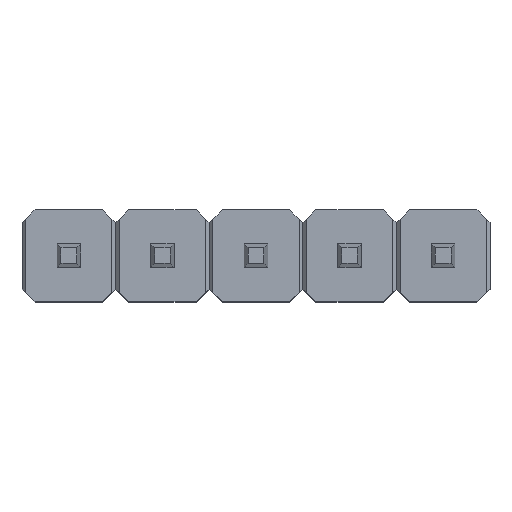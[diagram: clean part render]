
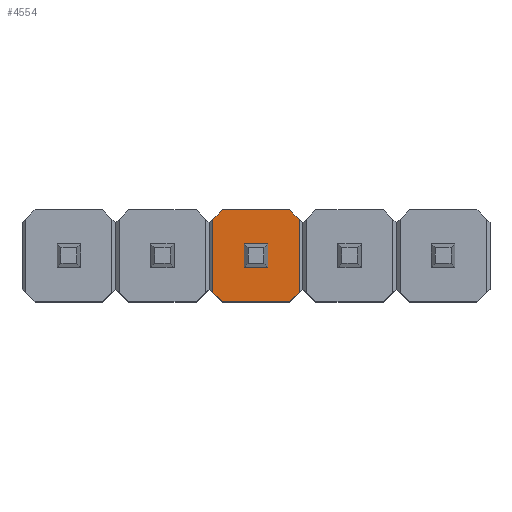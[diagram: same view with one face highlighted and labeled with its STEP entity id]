
A CAD part, top view. The second image highlights one B-rep face of the part: STEP entity #4554.
In plain terms, the highlighted planar face has unit normal (0, 0, 1).
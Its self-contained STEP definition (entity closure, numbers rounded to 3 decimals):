
#3758 = VECTOR ( 'NONE', #3818, 1000. ) ;
#3759 = CARTESIAN_POINT ( 'NONE',  ( -6.35, 0.896, 1.25 ) ) ;
#3764 = LINE ( 'NONE', #3759, #3758 ) ;
#3788 = CARTESIAN_POINT ( 'NONE',  ( -4.164, -1.25, 1.25 ) ) ;
#3789 = DIRECTION ( 'NONE',  ( 1., 0., 0. ) ) ;
#3790 = VECTOR ( 'NONE', #3789, 1000. ) ;
#3791 = CARTESIAN_POINT ( 'NONE',  ( -5.996, -1.25, 1.25 ) ) ;
#3792 = LINE ( 'NONE', #3791, #3790 ) ;
#3793 = CARTESIAN_POINT ( 'NONE',  ( -5.996, -1.25, 1.25 ) ) ;
#3794 = DIRECTION ( 'NONE',  ( 0.707, -0.707, 0. ) ) ;
#3795 = VECTOR ( 'NONE', #3794, 1000. ) ;
#3796 = CARTESIAN_POINT ( 'NONE',  ( -6.35, -0.896, 1.25 ) ) ;
#3797 = LINE ( 'NONE', #3796, #3795 ) ;
#3815 = CARTESIAN_POINT ( 'NONE',  ( -6.25, -0.996, 1.25 ) ) ;
#3816 = CARTESIAN_POINT ( 'NONE',  ( -6.25, 0.996, 1.25 ) ) ;
#3817 = CARTESIAN_POINT ( 'NONE',  ( -5.996, 1.25, 1.25 ) ) ;
#3818 = DIRECTION ( 'NONE',  ( -0.707, -0.707, 0. ) ) ;
#3840 = CARTESIAN_POINT ( 'NONE',  ( -4.164, 1.25, 1.25 ) ) ;
#3841 = DIRECTION ( 'NONE',  ( -0.707, 0.707, 0. ) ) ;
#3842 = VECTOR ( 'NONE', #3841, 1000. ) ;
#3843 = CARTESIAN_POINT ( 'NONE',  ( -3.81, 0.896, 1.25 ) ) ;
#3844 = LINE ( 'NONE', #3843, #3842 ) ;
#3903 = CARTESIAN_POINT ( 'NONE',  ( -4.76, -0.32, 1.25 ) ) ;
#3906 = FACE_OUTER_BOUND ( 'NONE', #4555, .T. ) ;
#3929 = DIRECTION ( 'NONE',  ( -1., 0., 0. ) ) ;
#3930 = VECTOR ( 'NONE', #3929, 1000. ) ;
#3931 = CARTESIAN_POINT ( 'NONE',  ( -5.996, 1.25, 1.25 ) ) ;
#3932 = LINE ( 'NONE', #3931, #3930 ) ;
#3940 = DIRECTION ( 'NONE',  ( 0., 1., 0. ) ) ;
#3941 = VECTOR ( 'NONE', #3940, 1000. ) ;
#3942 = CARTESIAN_POINT ( 'NONE',  ( -6.25, -1.25, 1.25 ) ) ;
#3943 = LINE ( 'NONE', #3942, #3941 ) ;
#3946 = DIRECTION ( 'NONE',  ( -1., 0., 0. ) ) ;
#3947 = DIRECTION ( 'NONE',  ( 0., 0., -1. ) ) ;
#3948 = CARTESIAN_POINT ( 'NONE',  ( -3.81, 1.25, 1.25 ) ) ;
#3949 = AXIS2_PLACEMENT_3D ( 'NONE', #3948, #3947, #3946 ) ;
#3950 = PLANE ( 'NONE',  #3949 ) ;
#3965 = FACE_BOUND ( 'NONE', #4541, .T. ) ;
#3978 = DIRECTION ( 'NONE',  ( 0., 1., 0. ) ) ;
#3979 = VECTOR ( 'NONE', #3978, 1000. ) ;
#3981 = CARTESIAN_POINT ( 'NONE',  ( -4.76, 1.25, 1.25 ) ) ;
#3982 = LINE ( 'NONE', #3981, #3979 ) ;
#3983 = CARTESIAN_POINT ( 'NONE',  ( -4.76, 0.32, 1.25 ) ) ;
#3988 = CARTESIAN_POINT ( 'NONE',  ( -3.91, 0.996, 1.25 ) ) ;
#3989 = DIRECTION ( 'NONE',  ( 0., 1., 0. ) ) ;
#3990 = VECTOR ( 'NONE', #3989, 1000. ) ;
#3991 = CARTESIAN_POINT ( 'NONE',  ( -3.91, -1.25, 1.25 ) ) ;
#3992 = LINE ( 'NONE', #3991, #3990 ) ;
#3993 = CARTESIAN_POINT ( 'NONE',  ( -3.91, -0.996, 1.25 ) ) ;
#3994 = DIRECTION ( 'NONE',  ( 0.707, 0.707, 0. ) ) ;
#3995 = VECTOR ( 'NONE', #3994, 1000. ) ;
#3996 = CARTESIAN_POINT ( 'NONE',  ( -4.164, -1.25, 1.25 ) ) ;
#3997 = LINE ( 'NONE', #3996, #3995 ) ;
#4000 = DIRECTION ( 'NONE',  ( 1., 0., 0. ) ) ;
#4001 = VECTOR ( 'NONE', #4000, 1000. ) ;
#4002 = CARTESIAN_POINT ( 'NONE',  ( -3.81, -0.32, 1.25 ) ) ;
#4003 = LINE ( 'NONE', #4002, #4001 ) ;
#4004 = CARTESIAN_POINT ( 'NONE',  ( -5.4, -0.32, 1.25 ) ) ;
#4026 = DIRECTION ( 'NONE',  ( 1., 0., 0. ) ) ;
#4027 = VECTOR ( 'NONE', #4026, 1000. ) ;
#4028 = CARTESIAN_POINT ( 'NONE',  ( -3.81, 0.32, 1.25 ) ) ;
#4029 = LINE ( 'NONE', #4028, #4027 ) ;
#4053 = DIRECTION ( 'NONE',  ( 0., 1., 0. ) ) ;
#4054 = VECTOR ( 'NONE', #4053, 1000. ) ;
#4055 = CARTESIAN_POINT ( 'NONE',  ( -5.4, 1.25, 1.25 ) ) ;
#4056 = LINE ( 'NONE', #4055, #4054 ) ;
#4124 = CARTESIAN_POINT ( 'NONE',  ( -5.4, 0.32, 1.25 ) ) ;
#4485 = ORIENTED_EDGE ( 'NONE', *, *, #4486, .T. ) ;
#4486 = EDGE_CURVE ( 'NONE', #4487, #4488, #3764, .T. ) ;
#4487 = VERTEX_POINT ( 'NONE', #3817 ) ;
#4488 = VERTEX_POINT ( 'NONE', #3816 ) ;
#4489 = ORIENTED_EDGE ( 'NONE', *, *, #4559, .F. ) ;
#4490 = VERTEX_POINT ( 'NONE', #3815 ) ;
#4499 = EDGE_CURVE ( 'NONE', #4490, #4500, #3797, .T. ) ;
#4500 = VERTEX_POINT ( 'NONE', #3793 ) ;
#4501 = ORIENTED_EDGE ( 'NONE', *, *, #4502, .T. ) ;
#4502 = EDGE_CURVE ( 'NONE', #4500, #4503, #3792, .T. ) ;
#4503 = VERTEX_POINT ( 'NONE', #3788 ) ;
#4508 = ORIENTED_EDGE ( 'NONE', *, *, #4509, .T. ) ;
#4509 = EDGE_CURVE ( 'NONE', #4567, #4510, #3844, .T. ) ;
#4510 = VERTEX_POINT ( 'NONE', #3840 ) ;
#4532 = VERTEX_POINT ( 'NONE', #3903 ) ;
#4539 = ORIENTED_EDGE ( 'NONE', *, *, #4540, .T. ) ;
#4540 = EDGE_CURVE ( 'NONE', #4510, #4487, #3932, .T. ) ;
#4541 = EDGE_LOOP ( 'NONE', ( #4542, #4612, #4591, #4608 ) ) ;
#4542 = ORIENTED_EDGE ( 'NONE', *, *, #4570, .F. ) ;
#4554 = ADVANCED_FACE ( 'NONE', ( #3906, #3965 ), #3950, .F. ) ;
#4555 = EDGE_LOOP ( 'NONE', ( #4485, #4489, #4560, #4501, #4562, #4565, #4508, #4539 ) ) ;
#4559 = EDGE_CURVE ( 'NONE', #4490, #4488, #3943, .T. ) ;
#4560 = ORIENTED_EDGE ( 'NONE', *, *, #4499, .T. ) ;
#4562 = ORIENTED_EDGE ( 'NONE', *, *, #4563, .T. ) ;
#4563 = EDGE_CURVE ( 'NONE', #4503, #4564, #3997, .T. ) ;
#4564 = VERTEX_POINT ( 'NONE', #3993 ) ;
#4565 = ORIENTED_EDGE ( 'NONE', *, *, #4566, .T. ) ;
#4566 = EDGE_CURVE ( 'NONE', #4564, #4567, #3992, .T. ) ;
#4567 = VERTEX_POINT ( 'NONE', #3988 ) ;
#4569 = VERTEX_POINT ( 'NONE', #3983 ) ;
#4570 = EDGE_CURVE ( 'NONE', #4532, #4569, #3982, .T. ) ;
#4578 = EDGE_CURVE ( 'NONE', #4652, #4569, #4029, .T. ) ;
#4591 = ORIENTED_EDGE ( 'NONE', *, *, #4606, .T. ) ;
#4593 = VERTEX_POINT ( 'NONE', #4004 ) ;
#4594 = EDGE_CURVE ( 'NONE', #4593, #4532, #4003, .T. ) ;
#4606 = EDGE_CURVE ( 'NONE', #4593, #4652, #4056, .T. ) ;
#4608 = ORIENTED_EDGE ( 'NONE', *, *, #4578, .T. ) ;
#4612 = ORIENTED_EDGE ( 'NONE', *, *, #4594, .F. ) ;
#4652 = VERTEX_POINT ( 'NONE', #4124 ) ;
